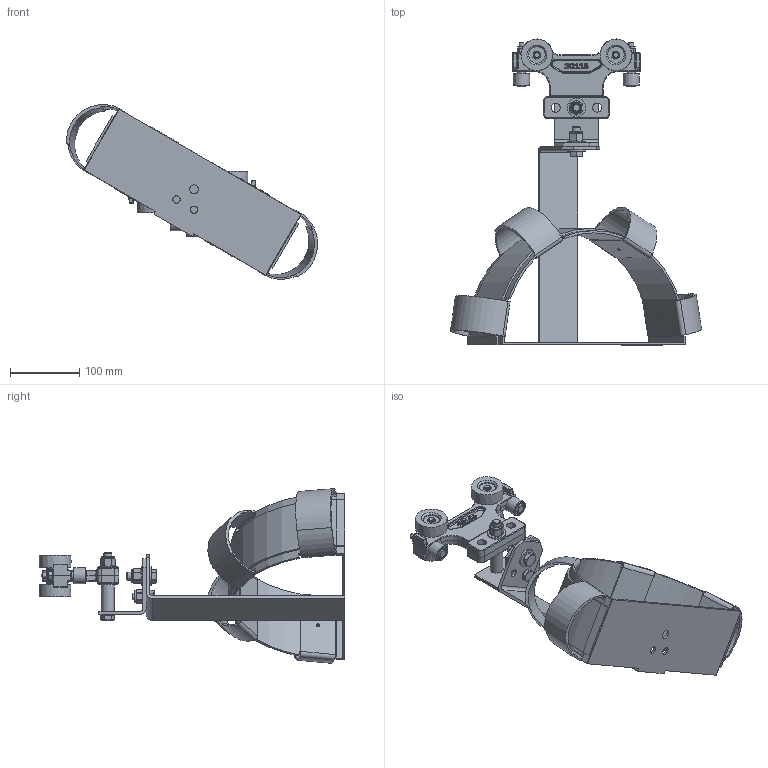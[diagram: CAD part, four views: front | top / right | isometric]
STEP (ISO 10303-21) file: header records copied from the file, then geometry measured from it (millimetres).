
FILE_DESCRIPTION((''),'2;1');
FILE_NAME('20185 ETA-4-5 TROLLEY WITH 12 IN. CABLE SADDLE.stp','2011-05-24T13:46:02',('jholman'),(''),'Autodesk Inventor 2011','Autodesk Inventor 2011','');
FILE_SCHEMA(('AUTOMOTIVE_DESIGN { 1 0 10303 214 1 1 1 1 }'));
Length unit declared in the file: inch
Products named in the file (28): 20185; 20115; 59801M; 59801; 3D11N9B4B; 3D11N7B4C; 3D11V6B4B; 3D11D6B4A; 3D11F6B4A; 3D1185B4B; 3D11SWF4A; 3D11QWF4A; 3D11RWF4A; 3D11TWF4A; 3D11UWF4A; 3D110XF4B; 3D11Q9B4A; 25830; 56310; 56300; Hex Cap Screw - Metric M12 x 35; Plain Washer (Inch) 1/2 - narrow - Type A; Hex Nut - UNC (Regular Thread - Inch) 1/2 - 13; Hex Cap Screw - Metric M10 x 25; Heavy Hex Nut - UNC (Regular Thread - Inch) 3/8 - 16; 56330; Hex Cap Screw - Metric M12 x 90; 3D11ZLG4A
Assembly tree (46 placements, depth 4):
  20185
    20115
      59801M
        59801
      3D11N9B4B  x4
        3D11N7B4C
        3D11V6B4B
      3D11D6B4A  x4
      3D11F6B4A  x2
      3D1185B4B  x2
      3D11SWF4A  x2
        3D11QWF4A
        3D11RWF4A
        3D11TWF4A
        3D11UWF4A
      3D110XF4B  x2
      3D11Q9B4A  x2
    25830
      56310
      56300
      Hex Cap Screw - Metric M12 x 35
      Plain Washer (Inch) 1/2 - narrow - Type A  x4
      Hex Nut - UNC (Regular Thread - Inch) 1/2 - 13  x2
      Hex Cap Screw - Metric M10 x 25
      Heavy Hex Nut - UNC (Regular Thread - Inch) 3/8 - 16
      56330  x4
      Hex Cap Screw - Metric M12 x 90
      3D11ZLG4A
Bounding box: 363.27 x 442.23 x 252.52 mm (x, y, z)
Volume: 1035666.4 mm3; surface area: 465980.1 mm2
Topology: 48 solids, 48 shells, 1968 faces, 4661 edges, 2743 vertices
Faces by surface type: plane 654, bspline 528, cylinder 436, cone 149, torus 145, sphere 56
Full cylindrical faces by diameter (mm): 1.041 x8, 1.194 x4, 1.27 x4, 3.962 x4, 4.3 x4, 6.35 x2, 6.909 x2, 7 x4, 7.036 x2, 7.099 x2, 7.137 x2, 7.798 x2, 9.525 x4, 10 x1, 10.249 x2, 10.5 x5, 11.176 x2, 12 x4, 12.7 x6, 13 x7, 13.487 x4, 13.494 x2, 14.6 x1, 15.011 x2, 16.6 x2, 16.866 x4, 16.993 x4, 17 x4, 17.475 x1, 19.05 x3
Entity records: 48396 total; most frequent: CARTESIAN_POINT 18176, ORIENTED_EDGE 6142, DIRECTION 5674, EDGE_CURVE 3071, AXIS2_PLACEMENT_3D 2177, VERTEX_POINT 1909, EDGE_LOOP 1594, FACE_OUTER_BOUND 1366
